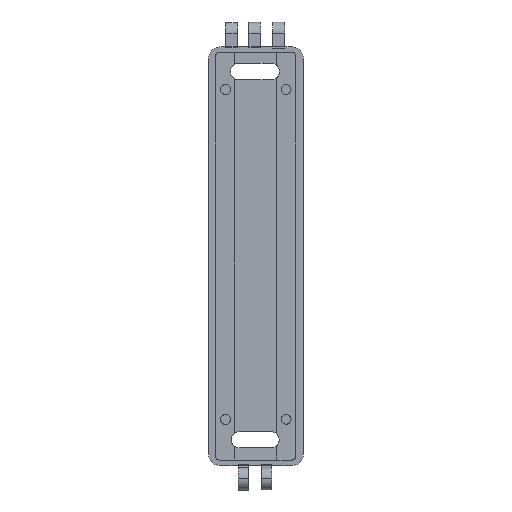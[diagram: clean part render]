
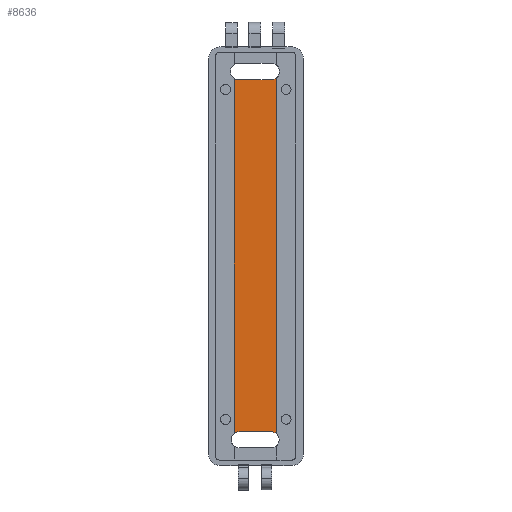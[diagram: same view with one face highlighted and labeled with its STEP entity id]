
A CAD part, front view. The second image highlights one B-rep face of the part: STEP entity #8636.
In plain terms, the highlighted planar face has unit normal (0, -1, 0).
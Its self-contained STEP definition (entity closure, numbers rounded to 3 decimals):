
#3758 = CYLINDRICAL_SURFACE('',#3759,2.271);
#3759 = AXIS2_PLACEMENT_3D('',#3760,#3761,#3762);
#3760 = CARTESIAN_POINT('',(-1.88,0.,135.798));
#3761 = DIRECTION('',(0.,1.,0.));
#3762 = DIRECTION('',(1.,0.,0.));
#3786 = PLANE('',#3787);
#3787 = AXIS2_PLACEMENT_3D('',#3788,#3789,#3790);
#3788 = CARTESIAN_POINT('',(-3.122,-4.,31.428));
#3789 = DIRECTION('',(1.,0.,0.));
#3790 = DIRECTION('',(0.,0.,1.));
#3815 = CYLINDRICAL_SURFACE('',#3816,2.135);
#3816 = AXIS2_PLACEMENT_3D('',#3817,#3818,#3819);
#3817 = CARTESIAN_POINT('',(-1.839,0.,36.87));
#3818 = DIRECTION('',(0.,1.,0.));
#3819 = DIRECTION('',(1.,0.,0.));
#3928 = CYLINDRICAL_SURFACE('',#3929,2.135);
#3929 = AXIS2_PLACEMENT_3D('',#3930,#3931,#3932);
#3930 = CARTESIAN_POINT('',(6.781,0.,36.87));
#3931 = DIRECTION('',(0.,1.,0.));
#3932 = DIRECTION('',(1.,0.,0.));
#3956 = PLANE('',#3957);
#3957 = AXIS2_PLACEMENT_3D('',#3958,#3959,#3960);
#3958 = CARTESIAN_POINT('',(8.122,-4.,140.984));
#3959 = DIRECTION('',(-1.,0.,0.));
#3960 = DIRECTION('',(0.,0.,-1.));
#3985 = CYLINDRICAL_SURFACE('',#3986,2.271);
#3986 = AXIS2_PLACEMENT_3D('',#3987,#3988,#3989);
#3987 = CARTESIAN_POINT('',(6.74,0.,135.798));
#3988 = DIRECTION('',(0.,1.,0.));
#3989 = DIRECTION('',(1.,0.,0.));
#4642 = PLANE('',#4643);
#4643 = AXIS2_PLACEMENT_3D('',#4644,#4645,#4646);
#4644 = CARTESIAN_POINT('',(-1.88,0.,133.527));
#4645 = DIRECTION('',(0.,0.,1.));
#4646 = DIRECTION('',(1.,0.,0.));
#4812 = PLANE('',#4813);
#4813 = AXIS2_PLACEMENT_3D('',#4814,#4815,#4816);
#4814 = CARTESIAN_POINT('',(-1.839,0.,39.006));
#4815 = DIRECTION('',(0.,0.,1.));
#4816 = DIRECTION('',(1.,0.,0.));
#6597 = VERTEX_POINT('',#6598);
#6598 = CARTESIAN_POINT('',(8.122,-1.,133.996));
#6619 = EDGE_CURVE('',#6597,#6620,#6622,.T.);
#6620 = VERTEX_POINT('',#6621);
#6621 = CARTESIAN_POINT('',(6.74,-1.,133.527));
#6622 = SURFACE_CURVE('',#6623,(#6628,#6635),.PCURVE_S1.);
#6623 = CIRCLE('',#6624,2.271);
#6624 = AXIS2_PLACEMENT_3D('',#6625,#6626,#6627);
#6625 = CARTESIAN_POINT('',(6.74,-1.,135.798));
#6626 = DIRECTION('',(0.,1.,0.));
#6627 = DIRECTION('',(1.,0.,0.));
#6628 = PCURVE('',#3985,#6629);
#6629 = DEFINITIONAL_REPRESENTATION('',(#6630),#6634);
#6630 = LINE('',#6631,#6632);
#6631 = CARTESIAN_POINT('',(0.,-1.));
#6632 = VECTOR('',#6633,1.);
#6633 = DIRECTION('',(1.,0.));
#6634 = ( GEOMETRIC_REPRESENTATION_CONTEXT(2) 
PARAMETRIC_REPRESENTATION_CONTEXT() REPRESENTATION_CONTEXT('2D SPACE',''
  ) );
#6635 = PCURVE('',#6636,#6641);
#6636 = PLANE('',#6637);
#6637 = AXIS2_PLACEMENT_3D('',#6638,#6639,#6640);
#6638 = CARTESIAN_POINT('',(2.5,-1.,86.206));
#6639 = DIRECTION('',(0.,1.,0.));
#6640 = DIRECTION('',(0.,0.,1.));
#6641 = DEFINITIONAL_REPRESENTATION('',(#6642),#6646);
#6642 = CIRCLE('',#6643,2.271);
#6643 = AXIS2_PLACEMENT_2D('',#6644,#6645);
#6644 = CARTESIAN_POINT('',(49.592,4.24));
#6645 = DIRECTION('',(0.,1.));
#6646 = ( GEOMETRIC_REPRESENTATION_CONTEXT(2) 
PARAMETRIC_REPRESENTATION_CONTEXT() REPRESENTATION_CONTEXT('2D SPACE',''
  ) );
#6673 = EDGE_CURVE('',#6597,#6674,#6676,.T.);
#6674 = VERTEX_POINT('',#6675);
#6675 = CARTESIAN_POINT('',(8.122,-1.,38.532));
#6676 = SURFACE_CURVE('',#6677,(#6681,#6688),.PCURVE_S1.);
#6677 = LINE('',#6678,#6679);
#6678 = CARTESIAN_POINT('',(8.122,-1.,140.984));
#6679 = VECTOR('',#6680,1.);
#6680 = DIRECTION('',(-0.,0.,-1.));
#6681 = PCURVE('',#3956,#6682);
#6682 = DEFINITIONAL_REPRESENTATION('',(#6683),#6687);
#6683 = LINE('',#6684,#6685);
#6684 = CARTESIAN_POINT('',(0.,-3.));
#6685 = VECTOR('',#6686,1.);
#6686 = DIRECTION('',(1.,0.));
#6687 = ( GEOMETRIC_REPRESENTATION_CONTEXT(2) 
PARAMETRIC_REPRESENTATION_CONTEXT() REPRESENTATION_CONTEXT('2D SPACE',''
  ) );
#6688 = PCURVE('',#6636,#6689);
#6689 = DEFINITIONAL_REPRESENTATION('',(#6690),#6694);
#6690 = LINE('',#6691,#6692);
#6691 = CARTESIAN_POINT('',(54.778,5.622));
#6692 = VECTOR('',#6693,1.);
#6693 = DIRECTION('',(-1.,0.));
#6694 = ( GEOMETRIC_REPRESENTATION_CONTEXT(2) 
PARAMETRIC_REPRESENTATION_CONTEXT() REPRESENTATION_CONTEXT('2D SPACE',''
  ) );
#6723 = VERTEX_POINT('',#6724);
#6724 = CARTESIAN_POINT('',(6.781,-1.,39.006));
#6745 = EDGE_CURVE('',#6723,#6674,#6746,.T.);
#6746 = SURFACE_CURVE('',#6747,(#6752,#6759),.PCURVE_S1.);
#6747 = CIRCLE('',#6748,2.135);
#6748 = AXIS2_PLACEMENT_3D('',#6749,#6750,#6751);
#6749 = CARTESIAN_POINT('',(6.781,-1.,36.87));
#6750 = DIRECTION('',(0.,1.,0.));
#6751 = DIRECTION('',(1.,0.,0.));
#6752 = PCURVE('',#3928,#6753);
#6753 = DEFINITIONAL_REPRESENTATION('',(#6754),#6758);
#6754 = LINE('',#6755,#6756);
#6755 = CARTESIAN_POINT('',(0.,-1.));
#6756 = VECTOR('',#6757,1.);
#6757 = DIRECTION('',(1.,0.));
#6758 = ( GEOMETRIC_REPRESENTATION_CONTEXT(2) 
PARAMETRIC_REPRESENTATION_CONTEXT() REPRESENTATION_CONTEXT('2D SPACE',''
  ) );
#6759 = PCURVE('',#6636,#6760);
#6760 = DEFINITIONAL_REPRESENTATION('',(#6761),#6765);
#6761 = CIRCLE('',#6762,2.135);
#6762 = AXIS2_PLACEMENT_2D('',#6763,#6764);
#6763 = CARTESIAN_POINT('',(-49.335,4.281));
#6764 = DIRECTION('',(0.,1.));
#6765 = ( GEOMETRIC_REPRESENTATION_CONTEXT(2) 
PARAMETRIC_REPRESENTATION_CONTEXT() REPRESENTATION_CONTEXT('2D SPACE',''
  ) );
#7041 = VERTEX_POINT('',#7042);
#7042 = CARTESIAN_POINT('',(-3.122,-1.,38.577));
#7063 = EDGE_CURVE('',#7041,#7064,#7066,.T.);
#7064 = VERTEX_POINT('',#7065);
#7065 = CARTESIAN_POINT('',(-1.839,-1.,39.006));
#7066 = SURFACE_CURVE('',#7067,(#7072,#7079),.PCURVE_S1.);
#7067 = CIRCLE('',#7068,2.135);
#7068 = AXIS2_PLACEMENT_3D('',#7069,#7070,#7071);
#7069 = CARTESIAN_POINT('',(-1.839,-1.,36.87));
#7070 = DIRECTION('',(0.,1.,0.));
#7071 = DIRECTION('',(1.,0.,0.));
#7072 = PCURVE('',#3815,#7073);
#7073 = DEFINITIONAL_REPRESENTATION('',(#7074),#7078);
#7074 = LINE('',#7075,#7076);
#7075 = CARTESIAN_POINT('',(0.,-1.));
#7076 = VECTOR('',#7077,1.);
#7077 = DIRECTION('',(1.,0.));
#7078 = ( GEOMETRIC_REPRESENTATION_CONTEXT(2) 
PARAMETRIC_REPRESENTATION_CONTEXT() REPRESENTATION_CONTEXT('2D SPACE',''
  ) );
#7079 = PCURVE('',#6636,#7080);
#7080 = DEFINITIONAL_REPRESENTATION('',(#7081),#7085);
#7081 = CIRCLE('',#7082,2.135);
#7082 = AXIS2_PLACEMENT_2D('',#7083,#7084);
#7083 = CARTESIAN_POINT('',(-49.335,-4.339));
#7084 = DIRECTION('',(0.,1.));
#7085 = ( GEOMETRIC_REPRESENTATION_CONTEXT(2) 
PARAMETRIC_REPRESENTATION_CONTEXT() REPRESENTATION_CONTEXT('2D SPACE',''
  ) );
#7113 = EDGE_CURVE('',#7041,#7114,#7116,.T.);
#7114 = VERTEX_POINT('',#7115);
#7115 = CARTESIAN_POINT('',(-3.122,-1.,133.896));
#7116 = SURFACE_CURVE('',#7117,(#7121,#7128),.PCURVE_S1.);
#7117 = LINE('',#7118,#7119);
#7118 = CARTESIAN_POINT('',(-3.122,-1.,31.428));
#7119 = VECTOR('',#7120,1.);
#7120 = DIRECTION('',(0.,0.,1.));
#7121 = PCURVE('',#3786,#7122);
#7122 = DEFINITIONAL_REPRESENTATION('',(#7123),#7127);
#7123 = LINE('',#7124,#7125);
#7124 = CARTESIAN_POINT('',(0.,-3.));
#7125 = VECTOR('',#7126,1.);
#7126 = DIRECTION('',(1.,0.));
#7127 = ( GEOMETRIC_REPRESENTATION_CONTEXT(2) 
PARAMETRIC_REPRESENTATION_CONTEXT() REPRESENTATION_CONTEXT('2D SPACE',''
  ) );
#7128 = PCURVE('',#6636,#7129);
#7129 = DEFINITIONAL_REPRESENTATION('',(#7130),#7134);
#7130 = LINE('',#7131,#7132);
#7131 = CARTESIAN_POINT('',(-54.778,-5.622));
#7132 = VECTOR('',#7133,1.);
#7133 = DIRECTION('',(1.,0.));
#7134 = ( GEOMETRIC_REPRESENTATION_CONTEXT(2) 
PARAMETRIC_REPRESENTATION_CONTEXT() REPRESENTATION_CONTEXT('2D SPACE',''
  ) );
#7162 = VERTEX_POINT('',#7163);
#7163 = CARTESIAN_POINT('',(-1.88,-1.,133.527));
#7184 = EDGE_CURVE('',#7162,#7114,#7185,.T.);
#7185 = SURFACE_CURVE('',#7186,(#7191,#7198),.PCURVE_S1.);
#7186 = CIRCLE('',#7187,2.271);
#7187 = AXIS2_PLACEMENT_3D('',#7188,#7189,#7190);
#7188 = CARTESIAN_POINT('',(-1.88,-1.,135.798));
#7189 = DIRECTION('',(0.,1.,0.));
#7190 = DIRECTION('',(1.,0.,0.));
#7191 = PCURVE('',#3758,#7192);
#7192 = DEFINITIONAL_REPRESENTATION('',(#7193),#7197);
#7193 = LINE('',#7194,#7195);
#7194 = CARTESIAN_POINT('',(0.,-1.));
#7195 = VECTOR('',#7196,1.);
#7196 = DIRECTION('',(1.,0.));
#7197 = ( GEOMETRIC_REPRESENTATION_CONTEXT(2) 
PARAMETRIC_REPRESENTATION_CONTEXT() REPRESENTATION_CONTEXT('2D SPACE',''
  ) );
#7198 = PCURVE('',#6636,#7199);
#7199 = DEFINITIONAL_REPRESENTATION('',(#7200),#7204);
#7200 = CIRCLE('',#7201,2.271);
#7201 = AXIS2_PLACEMENT_2D('',#7202,#7203);
#7202 = CARTESIAN_POINT('',(49.592,-4.38));
#7203 = DIRECTION('',(0.,1.));
#7204 = ( GEOMETRIC_REPRESENTATION_CONTEXT(2) 
PARAMETRIC_REPRESENTATION_CONTEXT() REPRESENTATION_CONTEXT('2D SPACE',''
  ) );
#7693 = EDGE_CURVE('',#6620,#7162,#7694,.T.);
#7694 = SURFACE_CURVE('',#7695,(#7699,#7706),.PCURVE_S1.);
#7695 = LINE('',#7696,#7697);
#7696 = CARTESIAN_POINT('',(0.31,-1.,133.527));
#7697 = VECTOR('',#7698,1.);
#7698 = DIRECTION('',(-1.,0.,0.));
#7699 = PCURVE('',#4642,#7700);
#7700 = DEFINITIONAL_REPRESENTATION('',(#7701),#7705);
#7701 = LINE('',#7702,#7703);
#7702 = CARTESIAN_POINT('',(2.19,-1.));
#7703 = VECTOR('',#7704,1.);
#7704 = DIRECTION('',(-1.,0.));
#7705 = ( GEOMETRIC_REPRESENTATION_CONTEXT(2) 
PARAMETRIC_REPRESENTATION_CONTEXT() REPRESENTATION_CONTEXT('2D SPACE',''
  ) );
#7706 = PCURVE('',#6636,#7707);
#7707 = DEFINITIONAL_REPRESENTATION('',(#7708),#7712);
#7708 = LINE('',#7709,#7710);
#7709 = CARTESIAN_POINT('',(47.321,-2.19));
#7710 = VECTOR('',#7711,1.);
#7711 = DIRECTION('',(0.,-1.));
#7712 = ( GEOMETRIC_REPRESENTATION_CONTEXT(2) 
PARAMETRIC_REPRESENTATION_CONTEXT() REPRESENTATION_CONTEXT('2D SPACE',''
  ) );
#7774 = EDGE_CURVE('',#6723,#7064,#7775,.T.);
#7775 = SURFACE_CURVE('',#7776,(#7780,#7787),.PCURVE_S1.);
#7776 = LINE('',#7777,#7778);
#7777 = CARTESIAN_POINT('',(0.33,-1.,39.006));
#7778 = VECTOR('',#7779,1.);
#7779 = DIRECTION('',(-1.,0.,0.));
#7780 = PCURVE('',#4812,#7781);
#7781 = DEFINITIONAL_REPRESENTATION('',(#7782),#7786);
#7782 = LINE('',#7783,#7784);
#7783 = CARTESIAN_POINT('',(2.17,-1.));
#7784 = VECTOR('',#7785,1.);
#7785 = DIRECTION('',(-1.,0.));
#7786 = ( GEOMETRIC_REPRESENTATION_CONTEXT(2) 
PARAMETRIC_REPRESENTATION_CONTEXT() REPRESENTATION_CONTEXT('2D SPACE',''
  ) );
#7787 = PCURVE('',#6636,#7788);
#7788 = DEFINITIONAL_REPRESENTATION('',(#7789),#7793);
#7789 = LINE('',#7790,#7791);
#7790 = CARTESIAN_POINT('',(-47.2,-2.17));
#7791 = VECTOR('',#7792,1.);
#7792 = DIRECTION('',(0.,-1.));
#7793 = ( GEOMETRIC_REPRESENTATION_CONTEXT(2) 
PARAMETRIC_REPRESENTATION_CONTEXT() REPRESENTATION_CONTEXT('2D SPACE',''
  ) );
#8636 = ADVANCED_FACE('',(#8637),#6636,.F.);
#8637 = FACE_BOUND('',#8638,.F.);
#8638 = EDGE_LOOP('',(#8639,#8640,#8641,#8642,#8643,#8644,#8645,#8646));
#8639 = ORIENTED_EDGE('',*,*,#7113,.T.);
#8640 = ORIENTED_EDGE('',*,*,#7184,.F.);
#8641 = ORIENTED_EDGE('',*,*,#7693,.F.);
#8642 = ORIENTED_EDGE('',*,*,#6619,.F.);
#8643 = ORIENTED_EDGE('',*,*,#6673,.T.);
#8644 = ORIENTED_EDGE('',*,*,#6745,.F.);
#8645 = ORIENTED_EDGE('',*,*,#7774,.T.);
#8646 = ORIENTED_EDGE('',*,*,#7063,.F.);
